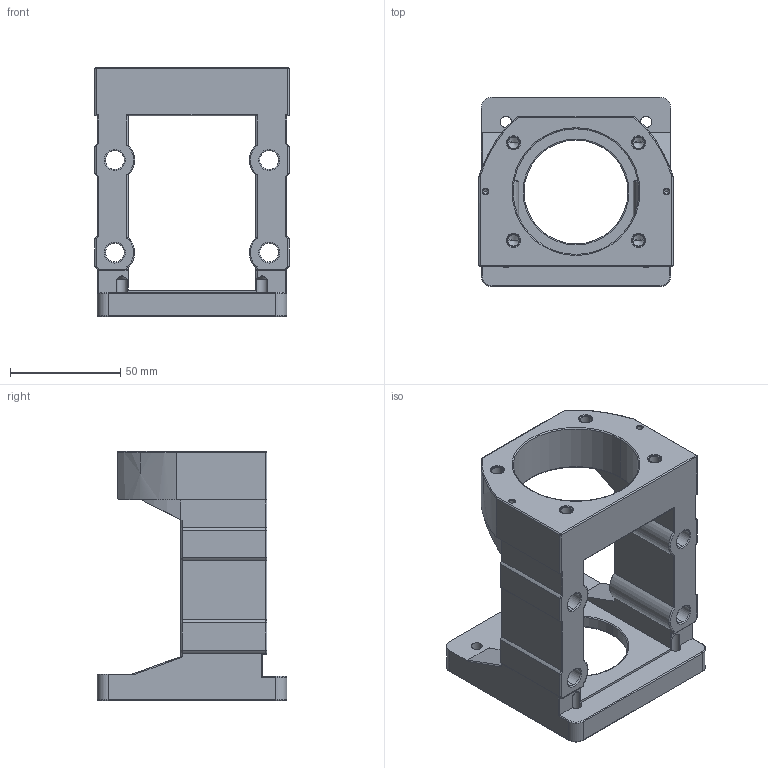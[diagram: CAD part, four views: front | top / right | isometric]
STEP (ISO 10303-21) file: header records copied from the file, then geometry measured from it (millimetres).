
FILE_DESCRIPTION(/* description */ ('Alibre Inc.'),/* implementation_level */ '2;1');
FILE_NAME(/* name */ 'export-95272FD5-4633-4DFB-82FC-FEE5B6F67F21',/* time_stamp */ '2024-12-21T11:05:05+01:00',/* author */ (''),/* organization */ (''),/* preprocessor_version */ 'ST-DEVELOPER v17',/* originating_system */ 'Alibre',/* authorisation */ '');
FILE_SCHEMA (('AUTOMOTIVE_DESIGN'));
Length unit declared in the file: millimetre
Products named in the file (1): MBA20-E¶Ç°Ê®y
Bounding box: 88 x 86 x 113 mm (x, y, z)
Volume: 205682 mm3; surface area: 54596.2 mm2
Topology: 1 solids, 1 shells, 270 faces, 667 edges, 387 vertices
Faces by surface type: cylinder 106, plane 59, torus 54, cone 49, sphere 2
Entity records: 7883 total; most frequent: CARTESIAN_POINT 1614, ORIENTED_EDGE 1298, DIRECTION 1297, EDGE_CURVE 649, AXIS2_PLACEMENT_3D 563, VERTEX_POINT 387, EDGE_LOOP 298, FACE_BOUND 298
